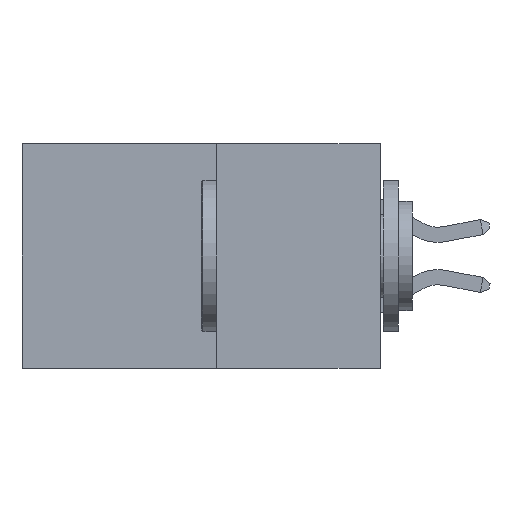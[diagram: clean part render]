
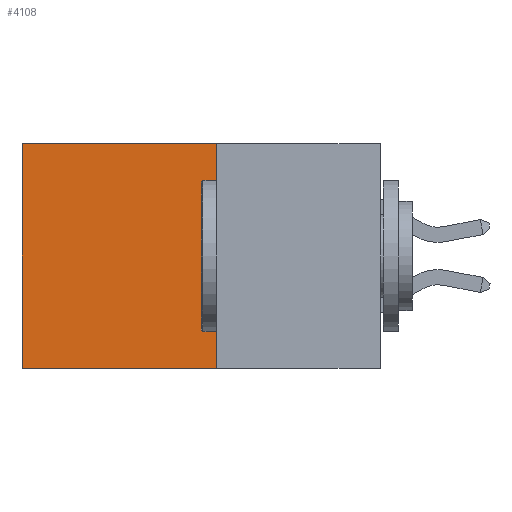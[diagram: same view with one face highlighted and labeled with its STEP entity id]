
A CAD part, left-side view. The second image highlights one B-rep face of the part: STEP entity #4108.
In plain terms, the highlighted planar face has unit normal (-1, 0, 0).
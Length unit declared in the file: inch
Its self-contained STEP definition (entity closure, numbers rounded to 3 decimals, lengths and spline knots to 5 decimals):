
#124 = LINE ( 'NONE', #15291, #10524 ) ;
#1436 = CARTESIAN_POINT ( 'NONE',  ( 0.277, 0.59, -0.37 ) ) ;
#2004 = LINE ( 'NONE', #13836, #17213 ) ;
#2183 = CARTESIAN_POINT ( 'NONE',  ( 0.277, 0.27, -0.37 ) ) ;
#2296 = EDGE_LOOP ( 'NONE', ( #7309, #14446, #4501, #5799 ) ) ;
#3746 = VECTOR ( 'NONE', #11085, 39.37008 ) ;
#3927 = VERTEX_POINT ( 'NONE', #14609 ) ;
#4108 = ADVANCED_FACE ( 'NONE', ( #7903 ), #15986, .F. ) ;
#4501 = ORIENTED_EDGE ( 'NONE', *, *, #9299, .F. ) ;
#4727 = EDGE_CURVE ( 'NONE', #5174, #5164, #8580, .T. ) ;
#5164 = VERTEX_POINT ( 'NONE', #7775 ) ;
#5174 = VERTEX_POINT ( 'NONE', #15177 ) ;
#5799 = ORIENTED_EDGE ( 'NONE', *, *, #4727, .T. ) ;
#6002 = DIRECTION ( 'NONE',  ( 0., 1., 0. ) ) ;
#7309 = ORIENTED_EDGE ( 'NONE', *, *, #12972, .T. ) ;
#7775 = CARTESIAN_POINT ( 'NONE',  ( 0.277, 0.59, 0. ) ) ;
#7903 = FACE_OUTER_BOUND ( 'NONE', #2296, .T. ) ;
#8111 = VECTOR ( 'NONE', #6002, 39.37008 ) ;
#8580 = LINE ( 'NONE', #17110, #8111 ) ;
#9299 = EDGE_CURVE ( 'NONE', #5174, #3927, #15522, .T. ) ;
#9441 = DIRECTION ( 'NONE',  ( 0., 1., 0. ) ) ;
#10524 = VECTOR ( 'NONE', #9441, 39.37008 ) ;
#11085 = DIRECTION ( 'NONE',  ( 0., 0., -1. ) ) ;
#11782 = CARTESIAN_POINT ( 'NONE',  ( 0.277, 0.27, -0.37 ) ) ;
#12216 = DIRECTION ( 'NONE',  ( 0., 0., -1. ) ) ;
#12972 = EDGE_CURVE ( 'NONE', #5164, #16691, #2004, .T. ) ;
#13663 = EDGE_CURVE ( 'NONE', #3927, #16691, #124, .T. ) ;
#13836 = CARTESIAN_POINT ( 'NONE',  ( 0.277, 0.59, -0.37 ) ) ;
#14446 = ORIENTED_EDGE ( 'NONE', *, *, #13663, .F. ) ;
#14609 = CARTESIAN_POINT ( 'NONE',  ( 0.277, 0.27, -0.37 ) ) ;
#14735 = DIRECTION ( 'NONE',  ( 1., 0., 0. ) ) ;
#15177 = CARTESIAN_POINT ( 'NONE',  ( 0.277, 0.27, 0. ) ) ;
#15291 = CARTESIAN_POINT ( 'NONE',  ( 0.277, 0.27, -0.37 ) ) ;
#15522 = LINE ( 'NONE', #2183, #3746 ) ;
#15986 = PLANE ( 'NONE',  #18874 ) ;
#16691 = VERTEX_POINT ( 'NONE', #1436 ) ;
#17110 = CARTESIAN_POINT ( 'NONE',  ( 0.277, 0.27, 0. ) ) ;
#17213 = VECTOR ( 'NONE', #18223, 39.37008 ) ;
#18223 = DIRECTION ( 'NONE',  ( 0., 0., -1. ) ) ;
#18874 = AXIS2_PLACEMENT_3D ( 'NONE', #11782, #14735, #12216 ) ;
